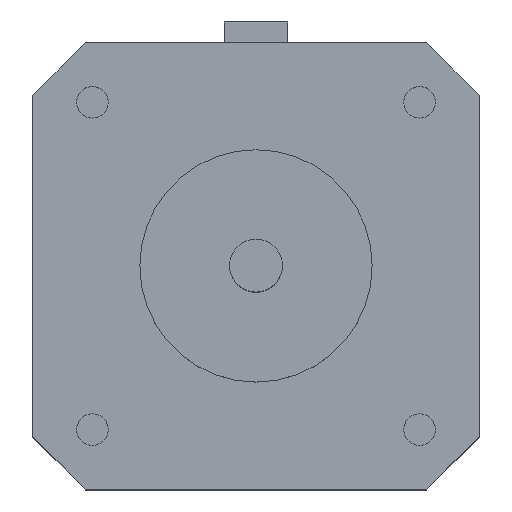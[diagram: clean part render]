
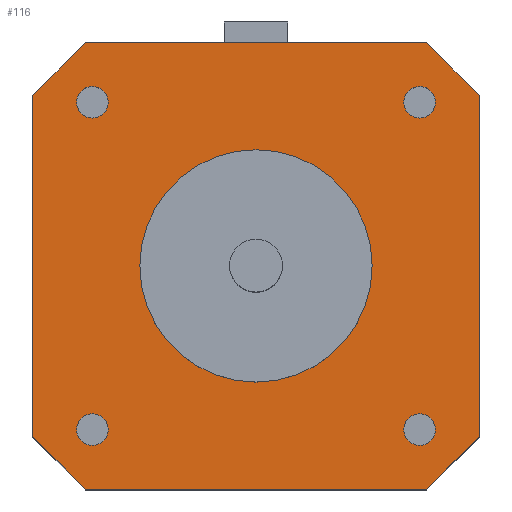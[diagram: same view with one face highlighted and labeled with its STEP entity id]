
A CAD part, top view. The second image highlights one B-rep face of the part: STEP entity #116.
In plain terms, the highlighted planar face has unit normal (0, 0, 1).
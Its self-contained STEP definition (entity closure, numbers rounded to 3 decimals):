
#116=ADVANCED_FACE('0:58',(#257,#258,#259,#260,#261,#262),#263,.T.);
#257=FACE_OUTER_BOUND('',#430,.T.);
#258=FACE_BOUND('',#431,.T.);
#259=FACE_BOUND('',#432,.T.);
#260=FACE_BOUND('',#433,.T.);
#261=FACE_BOUND('',#434,.T.);
#262=FACE_BOUND('',#435,.T.);
#263=PLANE('',#436);
#430=EDGE_LOOP('',(#625,#626,#627,#628,#629,#630,#631,#632));
#431=EDGE_LOOP('',(#633,#634));
#432=EDGE_LOOP('',(#635,#636));
#433=EDGE_LOOP('',(#637,#638));
#434=EDGE_LOOP('',(#639,#640));
#435=EDGE_LOOP('',(#641,#642));
#436=AXIS2_PLACEMENT_3D('',#643,#644,#645);
#625=ORIENTED_EDGE('',*,*,#1045,.T.);
#626=ORIENTED_EDGE('',*,*,#1046,.T.);
#627=ORIENTED_EDGE('',*,*,#1047,.T.);
#628=ORIENTED_EDGE('',*,*,#1019,.T.);
#629=ORIENTED_EDGE('',*,*,#1048,.T.);
#630=ORIENTED_EDGE('',*,*,#1049,.T.);
#631=ORIENTED_EDGE('',*,*,#1050,.T.);
#632=ORIENTED_EDGE('',*,*,#1051,.T.);
#633=ORIENTED_EDGE('',*,*,#1052,.F.);
#634=ORIENTED_EDGE('',*,*,#1053,.F.);
#635=ORIENTED_EDGE('',*,*,#1054,.F.);
#636=ORIENTED_EDGE('',*,*,#1036,.F.);
#637=ORIENTED_EDGE('',*,*,#1055,.F.);
#638=ORIENTED_EDGE('',*,*,#1041,.F.);
#639=ORIENTED_EDGE('',*,*,#1056,.F.);
#640=ORIENTED_EDGE('',*,*,#1057,.F.);
#641=ORIENTED_EDGE('',*,*,#1058,.F.);
#642=ORIENTED_EDGE('',*,*,#1059,.F.);
#643=CARTESIAN_POINT('',(-0.0,0.0,0.0));
#644=DIRECTION('',(-0.0,0.0,1.0));
#645=DIRECTION('',(1.0,0.0,0.0));
#1019=EDGE_CURVE('',#1192,#1196,#1198,.F.);
#1036=EDGE_CURVE('',#1225,#1227,#1228,.T.);
#1041=EDGE_CURVE('',#1234,#1236,#1237,.T.);
#1045=EDGE_CURVE('',#1242,#1243,#1244,.T.);
#1046=EDGE_CURVE('',#1243,#1245,#1246,.F.);
#1047=EDGE_CURVE('',#1245,#1192,#1247,.T.);
#1048=EDGE_CURVE('',#1196,#1248,#1249,.T.);
#1049=EDGE_CURVE('',#1248,#1250,#1251,.F.);
#1050=EDGE_CURVE('',#1250,#1252,#1253,.T.);
#1051=EDGE_CURVE('',#1252,#1242,#1254,.F.);
#1052=EDGE_CURVE('',#1255,#1256,#1257,.T.);
#1053=EDGE_CURVE('',#1256,#1255,#1258,.T.);
#1054=EDGE_CURVE('',#1227,#1225,#1259,.T.);
#1055=EDGE_CURVE('',#1236,#1234,#1260,.T.);
#1056=EDGE_CURVE('',#1261,#1262,#1263,.T.);
#1057=EDGE_CURVE('',#1262,#1261,#1264,.T.);
#1058=EDGE_CURVE('',#1265,#1266,#1267,.T.);
#1059=EDGE_CURVE('',#1266,#1265,#1268,.T.);
#1192=VERTEX_POINT('',#1447);
#1196=VERTEX_POINT('',#1453);
#1198=LINE('',#1456,#1457);
#1225=VERTEX_POINT('',#1491);
#1227=VERTEX_POINT('',#1494);
#1228=CIRCLE('',#1495,1.5);
#1234=VERTEX_POINT('',#1502);
#1236=VERTEX_POINT('',#1505);
#1237=CIRCLE('',#1506,1.5);
#1242=VERTEX_POINT('',#1512);
#1243=VERTEX_POINT('',#1513);
#1244=LINE('',#1514,#1515);
#1245=VERTEX_POINT('',#1516);
#1246=LINE('',#1517,#1518);
#1247=LINE('',#1519,#1520);
#1248=VERTEX_POINT('',#1521);
#1249=LINE('',#1522,#1523);
#1250=VERTEX_POINT('',#1524);
#1251=LINE('',#1525,#1526);
#1252=VERTEX_POINT('',#1527);
#1253=LINE('',#1528,#1529);
#1254=LINE('',#1530,#1531);
#1255=VERTEX_POINT('',#1532);
#1256=VERTEX_POINT('',#1533);
#1257=CIRCLE('',#1534,1.5);
#1258=CIRCLE('',#1535,1.5);
#1259=CIRCLE('',#1536,1.5);
#1260=CIRCLE('',#1537,1.5);
#1261=VERTEX_POINT('',#1538);
#1262=VERTEX_POINT('',#1539);
#1263=CIRCLE('',#1540,1.5);
#1264=CIRCLE('',#1541,1.5);
#1265=VERTEX_POINT('',#1542);
#1266=VERTEX_POINT('',#1543);
#1267=CIRCLE('',#1544,11.0);
#1268=CIRCLE('',#1545,11.0);
#1447=CARTESIAN_POINT('',(16.15,-21.15,0.0));
#1453=CARTESIAN_POINT('',(21.15,-16.15,0.0));
#1456=CARTESIAN_POINT('',(18.65,-18.65,0.0));
#1457=VECTOR('',#1786,1.0);
#1491=CARTESIAN_POINT('',(17.0,-15.5,0.0));
#1494=CARTESIAN_POINT('',(14.0,-15.5,0.0));
#1495=AXIS2_PLACEMENT_3D('',#1807,#1808,#1809);
#1502=CARTESIAN_POINT('',(17.0,15.5,0.0));
#1505=CARTESIAN_POINT('',(14.0,15.5,0.0));
#1506=AXIS2_PLACEMENT_3D('',#1815,#1816,#1817);
#1512=CARTESIAN_POINT('',(-21.15,16.15,0.0));
#1513=CARTESIAN_POINT('',(-21.15,-16.15,0.0));
#1514=CARTESIAN_POINT('',(-21.15,21.15,0.0));
#1515=VECTOR('',#1822,1.0);
#1516=CARTESIAN_POINT('',(-16.15,-21.15,0.0));
#1517=CARTESIAN_POINT('',(-18.65,-18.65,0.0));
#1518=VECTOR('',#1823,1.0);
#1519=CARTESIAN_POINT('',(-21.15,-21.15,0.0));
#1520=VECTOR('',#1824,1.0);
#1521=CARTESIAN_POINT('',(21.15,16.15,0.0));
#1522=CARTESIAN_POINT('',(21.15,21.15,0.0));
#1523=VECTOR('',#1825,1.0);
#1524=CARTESIAN_POINT('',(16.15,21.15,0.0));
#1525=CARTESIAN_POINT('',(18.65,18.65,0.0));
#1526=VECTOR('',#1826,1.0);
#1527=CARTESIAN_POINT('',(-16.15,21.15,0.0));
#1528=CARTESIAN_POINT('',(-21.15,21.15,0.0));
#1529=VECTOR('',#1827,1.0);
#1530=CARTESIAN_POINT('',(-18.65,18.65,0.0));
#1531=VECTOR('',#1828,1.0);
#1532=CARTESIAN_POINT('',(-17.0,-15.5,0.0));
#1533=CARTESIAN_POINT('',(-14.0,-15.5,0.0));
#1534=AXIS2_PLACEMENT_3D('',#1829,#1830,#1831);
#1535=AXIS2_PLACEMENT_3D('',#1832,#1833,#1834);
#1536=AXIS2_PLACEMENT_3D('',#1835,#1836,#1837);
#1537=AXIS2_PLACEMENT_3D('',#1838,#1839,#1840);
#1538=CARTESIAN_POINT('',(-17.0,15.5,0.0));
#1539=CARTESIAN_POINT('',(-14.0,15.5,0.0));
#1540=AXIS2_PLACEMENT_3D('',#1841,#1842,#1843);
#1541=AXIS2_PLACEMENT_3D('',#1844,#1845,#1846);
#1542=CARTESIAN_POINT('',(11.0,0.0,0.0));
#1543=CARTESIAN_POINT('',(-11.0,0.,0.0));
#1544=AXIS2_PLACEMENT_3D('',#1847,#1848,#1849);
#1545=AXIS2_PLACEMENT_3D('',#1850,#1851,#1852);
#1786=DIRECTION('',(-0.707,-0.707,0.0));
#1807=CARTESIAN_POINT('',(15.5,-15.5,0.0));
#1808=DIRECTION('',(0.0,0.0,1.0));
#1809=DIRECTION('',(1.0,0.0,-0.0));
#1815=CARTESIAN_POINT('',(15.5,15.5,0.0));
#1816=DIRECTION('',(0.0,0.0,1.0));
#1817=DIRECTION('',(1.0,0.0,-0.0));
#1822=DIRECTION('',(0.0,-1.0,0.0));
#1823=DIRECTION('',(-0.707,0.707,0.0));
#1824=DIRECTION('',(1.0,0.0,0.0));
#1825=DIRECTION('',(-0.0,1.0,-0.0));
#1826=DIRECTION('',(0.707,-0.707,0.0));
#1827=DIRECTION('',(-1.0,0.,-0.0));
#1828=DIRECTION('',(0.707,0.707,0.0));
#1829=CARTESIAN_POINT('',(-15.5,-15.5,0.0));
#1830=DIRECTION('',(0.0,0.0,1.0));
#1831=DIRECTION('',(1.0,0.0,-0.0));
#1832=CARTESIAN_POINT('',(-15.5,-15.5,0.0));
#1833=DIRECTION('',(0.0,0.0,1.0));
#1834=DIRECTION('',(1.0,0.0,-0.0));
#1835=CARTESIAN_POINT('',(15.5,-15.5,0.0));
#1836=DIRECTION('',(0.0,0.0,1.0));
#1837=DIRECTION('',(1.0,0.0,-0.0));
#1838=CARTESIAN_POINT('',(15.5,15.5,0.0));
#1839=DIRECTION('',(0.0,0.0,1.0));
#1840=DIRECTION('',(1.0,0.0,-0.0));
#1841=CARTESIAN_POINT('',(-15.5,15.5,0.0));
#1842=DIRECTION('',(0.0,0.0,1.0));
#1843=DIRECTION('',(1.0,0.0,-0.0));
#1844=CARTESIAN_POINT('',(-15.5,15.5,0.0));
#1845=DIRECTION('',(0.0,0.0,1.0));
#1846=DIRECTION('',(1.0,0.0,-0.0));
#1847=CARTESIAN_POINT('',(0.0,0.0,0.0));
#1848=DIRECTION('',(0.0,0.0,1.0));
#1849=DIRECTION('',(1.0,0.0,-0.0));
#1850=CARTESIAN_POINT('',(0.0,0.0,0.0));
#1851=DIRECTION('',(0.0,0.0,1.0));
#1852=DIRECTION('',(1.0,0.0,-0.0));
